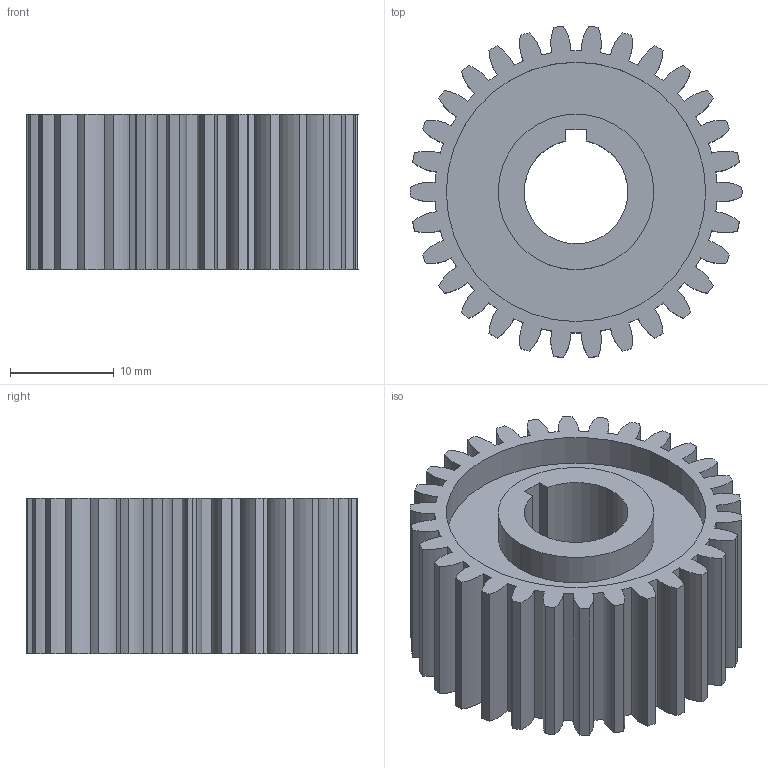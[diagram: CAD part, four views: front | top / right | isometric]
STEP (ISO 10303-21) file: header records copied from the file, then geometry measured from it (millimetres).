
FILE_DESCRIPTION (( 'STEP AP214' ), '1' );
FILE_NAME ('Engrenage.STEP', '2025-09-11T23:01:57', ( '' ), ( '' ), 'SwSTEP 2.0', 'SolidWorks 2024', '' );
FILE_SCHEMA (( 'AUTOMOTIVE_DESIGN' ));
Length unit declared in the file: millimetre
Products named in the file (1): Engrenage
Bounding box: 32 x 31.91 x 15 mm (x, y, z)
Volume: 7386.1 mm3; surface area: 5600.2 mm2
Topology: 1 solids, 1 shells, 145 faces, 417 edges, 278 vertices
Faces by surface type: cylinder 106, plane 39
Entity records: 4890 total; most frequent: DIRECTION 921, CARTESIAN_POINT 841, ORIENTED_EDGE 834, EDGE_CURVE 417, AXIS2_PLACEMENT_3D 358, VERTEX_POINT 278, CIRCLE 212, LINE 205
